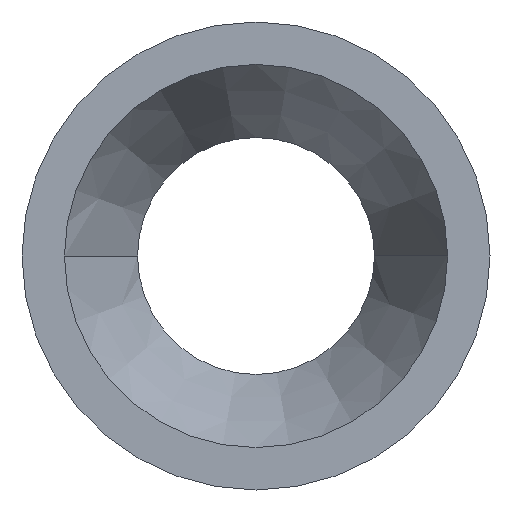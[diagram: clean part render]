
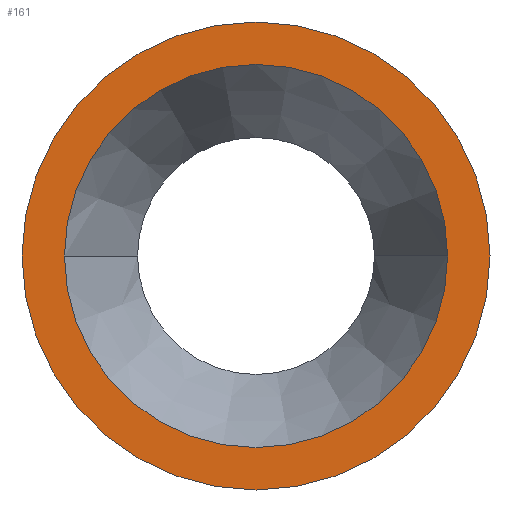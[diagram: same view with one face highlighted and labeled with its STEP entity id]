
A CAD part, left-side view. The second image highlights one B-rep face of the part: STEP entity #161.
In plain terms, the highlighted planar face has unit normal (-1, 0, 0).
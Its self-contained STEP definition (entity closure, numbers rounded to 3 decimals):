
#97 = VERTEX_POINT( '', #234 );
#105 = EDGE_CURVE( '', #179, #97, #242, .T. );
#115 = VERTEX_POINT( '', #252 );
#139 = EDGE_CURVE( '', #183, #115, #283, .T. );
#155 = EDGE_CURVE( '', #97, #179, #301, .T. );
#157 = EDGE_CURVE( '', #115, #183, #303, .T. );
#161 = ADVANCED_FACE( '', ( #307, #308 ), #309, .T. );
#179 = VERTEX_POINT( '', #329 );
#183 = VERTEX_POINT( '', #333 );
#234 = CARTESIAN_POINT( '', ( 0., 13.1, 0. ) );
#242 = CIRCLE( '', #388, 13.1 );
#252 = CARTESIAN_POINT( '', ( 0., 16., 0. ) );
#283 = CIRCLE( '', #437, 16. );
#301 = CIRCLE( '', #461, 13.1 );
#303 = CIRCLE( '', #464, 16. );
#307 = FACE_BOUND( '', #470, .T. );
#308 = FACE_OUTER_BOUND( '', #471, .T. );
#309 = PLANE( '', #472 );
#329 = CARTESIAN_POINT( '', ( 0., -13.1, 0. ) );
#333 = CARTESIAN_POINT( '', ( 0., -16., 0. ) );
#388 = AXIS2_PLACEMENT_3D( '', #563, #564, #565 );
#437 = AXIS2_PLACEMENT_3D( '', #625, #626, #627 );
#461 = AXIS2_PLACEMENT_3D( '', #654, #655, #656 );
#464 = AXIS2_PLACEMENT_3D( '', #657, #658, #659 );
#470 = EDGE_LOOP( '', ( #662, #663 ) );
#471 = EDGE_LOOP( '', ( #664, #665 ) );
#472 = AXIS2_PLACEMENT_3D( '', #666, #667, #668 );
#563 = CARTESIAN_POINT( '', ( 0., 0., 0. ) );
#564 = DIRECTION( '', ( -1., 0., 0. ) );
#565 = DIRECTION( '', ( 0., 1., 0. ) );
#625 = CARTESIAN_POINT( '', ( 0., 0., 0. ) );
#626 = DIRECTION( '', ( -1., 0., 0. ) );
#627 = DIRECTION( '', ( 0., 1., 0. ) );
#654 = CARTESIAN_POINT( '', ( 0., 0., 0. ) );
#655 = DIRECTION( '', ( -1., 0., 0. ) );
#656 = DIRECTION( '', ( 0., 1., 0. ) );
#657 = CARTESIAN_POINT( '', ( 0., 0., 0. ) );
#658 = DIRECTION( '', ( -1., 0., 0. ) );
#659 = DIRECTION( '', ( 0., 1., 0. ) );
#662 = ORIENTED_EDGE( '', *, *, #155, .F. );
#663 = ORIENTED_EDGE( '', *, *, #105, .F. );
#664 = ORIENTED_EDGE( '', *, *, #157, .T. );
#665 = ORIENTED_EDGE( '', *, *, #139, .T. );
#666 = CARTESIAN_POINT( '', ( 0., 14.55, 0. ) );
#667 = DIRECTION( '', ( -1., 0., 0. ) );
#668 = DIRECTION( '', ( 0., 1., 0. ) );
